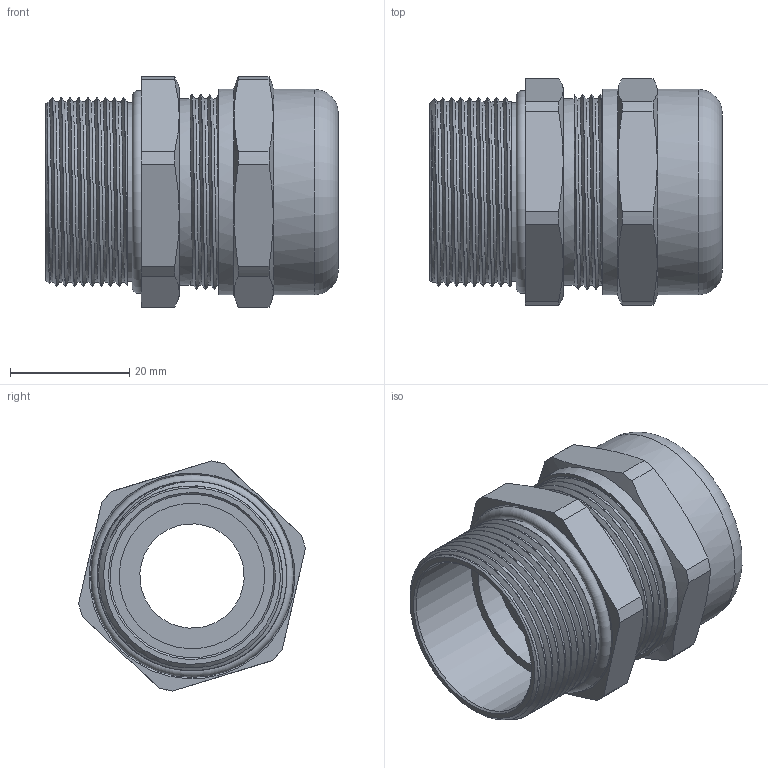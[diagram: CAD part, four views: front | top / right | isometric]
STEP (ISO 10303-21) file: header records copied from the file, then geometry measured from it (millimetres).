
FILE_DESCRIPTION(/* description */ ('E ALPHA X M 32x1,5, KB: 14-24 mm'),/* implementation_level */ '2;1');
FILE_NAME(/* name */ 'EBU3MBNC-RST.stp',/* time_stamp */ '2021-09-16T08:50:18+02:00',/* author */ ('sl'),/* organization */ (''),/* preprocessor_version */ 'ST-DEVELOPER v16.5',/* originating_system */ 'Autodesk Inventor 2017',/* authorisation */ '');
FILE_SCHEMA (('AUTOMOTIVE_DESIGN { 1 0 10303 214 3 1 1 }'));
Length unit declared in the file: millimetre
Products named in the file (7): EBU3MBNC; EBU3MBNC_1; EBU3MBNC_2; EBU3MBNC_3; EBU3MBNC_4; EBU3MBNC_5; EBU3MBNC_6
Assembly tree (6 placements, depth 2):
  EBU3MBNC
    EBU3MBNC_1
    EBU3MBNC_2
    EBU3MBNC_3
    EBU3MBNC_4
    EBU3MBNC_5
    EBU3MBNC_6
Bounding box: 49.05 x 38.05 x 38.62 mm (x, y, z)
Volume: 23509.5 mm3; surface area: 27870 mm2
Topology: 6 solids, 6 shells, 605 faces, 1743 edges, 1156 vertices
Faces by surface type: plane 440, cone 112, cylinder 43, bspline 6, torus 4
Full cylindrical faces by diameter (mm): 17.5 x1, 20.14 x1, 20.18 x1, 24.26 x1, 24.37 x1, 24.4 x1, 24.58 x1, 27.4 x1, 27.55 x1, 27.6 x2, 27.7 x1, 30 x1, 31.298 x5, 31.63 x1, 31.87 x8, 34.51 x2
Entity records: 23918 total; most frequent: CARTESIAN_POINT 8092, DIRECTION 3596, ORIENTED_EDGE 3340, EDGE_CURVE 1670, AXIS2_PLACEMENT_3D 1577, VERTEX_POINT 1123, EDGE_LOOP 637, FACE_OUTER_BOUND 592
